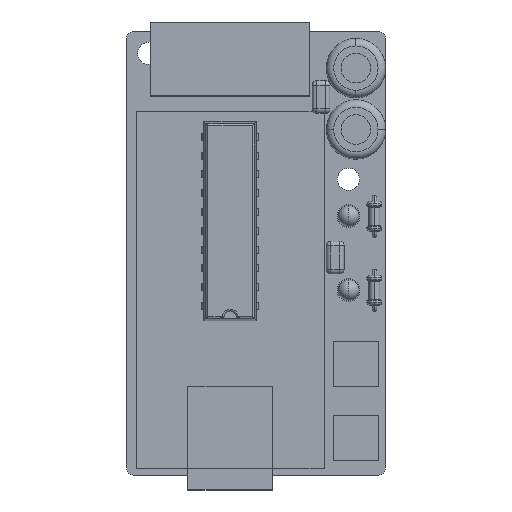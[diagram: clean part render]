
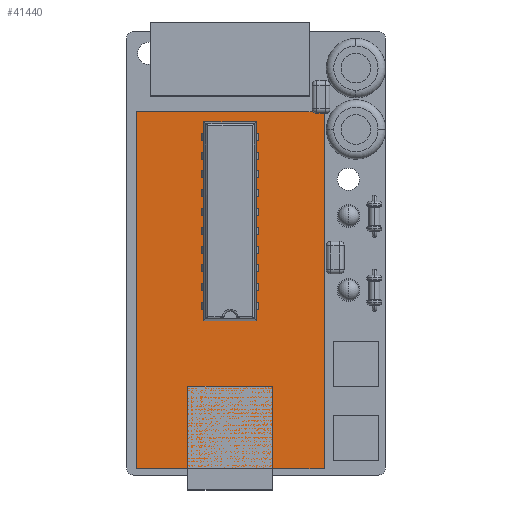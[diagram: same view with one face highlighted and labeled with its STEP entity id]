
A CAD part, top view. The second image highlights one B-rep face of the part: STEP entity #41440.
In plain terms, the highlighted planar face has unit normal (0, 0, 1).
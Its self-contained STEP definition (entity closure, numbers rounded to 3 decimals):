
#41126 = VERTEX_POINT('',#41127);
#41127 = CARTESIAN_POINT('',(-12.7,24.13,1.));
#41134 = PLANE('',#41135);
#41135 = AXIS2_PLACEMENT_3D('',#41136,#41137,#41138);
#41136 = CARTESIAN_POINT('',(-12.7,24.13,0.));
#41137 = DIRECTION('',(0.,1.,0.));
#41138 = DIRECTION('',(1.,0.,0.));
#41146 = PLANE('',#41147);
#41147 = AXIS2_PLACEMENT_3D('',#41148,#41149,#41150);
#41148 = CARTESIAN_POINT('',(-12.7,-24.13,0.));
#41149 = DIRECTION('',(-1.,0.,0.));
#41150 = DIRECTION('',(0.,1.,0.));
#41158 = EDGE_CURVE('',#41126,#41159,#41161,.T.);
#41159 = VERTEX_POINT('',#41160);
#41160 = CARTESIAN_POINT('',(12.7,24.13,1.));
#41161 = SURFACE_CURVE('',#41162,(#41166,#41173),.PCURVE_S1.);
#41162 = LINE('',#41163,#41164);
#41163 = CARTESIAN_POINT('',(-12.7,24.13,1.));
#41164 = VECTOR('',#41165,1.);
#41165 = DIRECTION('',(1.,0.,0.));
#41166 = PCURVE('',#41134,#41167);
#41167 = DEFINITIONAL_REPRESENTATION('',(#41168),#41172);
#41168 = LINE('',#41169,#41170);
#41169 = CARTESIAN_POINT('',(0.,-1.));
#41170 = VECTOR('',#41171,1.);
#41171 = DIRECTION('',(1.,0.));
#41172 = ( GEOMETRIC_REPRESENTATION_CONTEXT(2) 
PARAMETRIC_REPRESENTATION_CONTEXT() REPRESENTATION_CONTEXT('2D SPACE',''
  ) );
#41173 = PCURVE('',#41174,#41179);
#41174 = PLANE('',#41175);
#41175 = AXIS2_PLACEMENT_3D('',#41176,#41177,#41178);
#41176 = CARTESIAN_POINT('',(-12.7,24.13,1.));
#41177 = DIRECTION('',(0.,0.,1.));
#41178 = DIRECTION('',(1.,0.,0.));
#41179 = DEFINITIONAL_REPRESENTATION('',(#41180),#41184);
#41180 = LINE('',#41181,#41182);
#41181 = CARTESIAN_POINT('',(0.,0.));
#41182 = VECTOR('',#41183,1.);
#41183 = DIRECTION('',(1.,0.));
#41184 = ( GEOMETRIC_REPRESENTATION_CONTEXT(2) 
PARAMETRIC_REPRESENTATION_CONTEXT() REPRESENTATION_CONTEXT('2D SPACE',''
  ) );
#41202 = PLANE('',#41203);
#41203 = AXIS2_PLACEMENT_3D('',#41204,#41205,#41206);
#41204 = CARTESIAN_POINT('',(12.7,24.13,0.));
#41205 = DIRECTION('',(1.,0.,0.));
#41206 = DIRECTION('',(0.,-1.,0.));
#41244 = EDGE_CURVE('',#41159,#41245,#41247,.T.);
#41245 = VERTEX_POINT('',#41246);
#41246 = CARTESIAN_POINT('',(12.7,-24.13,1.));
#41247 = SURFACE_CURVE('',#41248,(#41252,#41259),.PCURVE_S1.);
#41248 = LINE('',#41249,#41250);
#41249 = CARTESIAN_POINT('',(12.7,24.13,1.));
#41250 = VECTOR('',#41251,1.);
#41251 = DIRECTION('',(0.,-1.,0.));
#41252 = PCURVE('',#41202,#41253);
#41253 = DEFINITIONAL_REPRESENTATION('',(#41254),#41258);
#41254 = LINE('',#41255,#41256);
#41255 = CARTESIAN_POINT('',(0.,-1.));
#41256 = VECTOR('',#41257,1.);
#41257 = DIRECTION('',(1.,0.));
#41258 = ( GEOMETRIC_REPRESENTATION_CONTEXT(2) 
PARAMETRIC_REPRESENTATION_CONTEXT() REPRESENTATION_CONTEXT('2D SPACE',''
  ) );
#41259 = PCURVE('',#41174,#41260);
#41260 = DEFINITIONAL_REPRESENTATION('',(#41261),#41265);
#41261 = LINE('',#41262,#41263);
#41262 = CARTESIAN_POINT('',(25.4,0.));
#41263 = VECTOR('',#41264,1.);
#41264 = DIRECTION('',(0.,-1.));
#41265 = ( GEOMETRIC_REPRESENTATION_CONTEXT(2) 
PARAMETRIC_REPRESENTATION_CONTEXT() REPRESENTATION_CONTEXT('2D SPACE',''
  ) );
#41283 = PLANE('',#41284);
#41284 = AXIS2_PLACEMENT_3D('',#41285,#41286,#41287);
#41285 = CARTESIAN_POINT('',(12.7,-24.13,0.));
#41286 = DIRECTION('',(0.,-1.,0.));
#41287 = DIRECTION('',(-1.,0.,0.));
#41320 = EDGE_CURVE('',#41245,#41321,#41323,.T.);
#41321 = VERTEX_POINT('',#41322);
#41322 = CARTESIAN_POINT('',(-12.7,-24.13,1.));
#41323 = SURFACE_CURVE('',#41324,(#41328,#41335),.PCURVE_S1.);
#41324 = LINE('',#41325,#41326);
#41325 = CARTESIAN_POINT('',(12.7,-24.13,1.));
#41326 = VECTOR('',#41327,1.);
#41327 = DIRECTION('',(-1.,0.,0.));
#41328 = PCURVE('',#41283,#41329);
#41329 = DEFINITIONAL_REPRESENTATION('',(#41330),#41334);
#41330 = LINE('',#41331,#41332);
#41331 = CARTESIAN_POINT('',(0.,-1.));
#41332 = VECTOR('',#41333,1.);
#41333 = DIRECTION('',(1.,0.));
#41334 = ( GEOMETRIC_REPRESENTATION_CONTEXT(2) 
PARAMETRIC_REPRESENTATION_CONTEXT() REPRESENTATION_CONTEXT('2D SPACE',''
  ) );
#41335 = PCURVE('',#41174,#41336);
#41336 = DEFINITIONAL_REPRESENTATION('',(#41337),#41341);
#41337 = LINE('',#41338,#41339);
#41338 = CARTESIAN_POINT('',(25.4,-48.26));
#41339 = VECTOR('',#41340,1.);
#41340 = DIRECTION('',(-1.,0.));
#41341 = ( GEOMETRIC_REPRESENTATION_CONTEXT(2) 
PARAMETRIC_REPRESENTATION_CONTEXT() REPRESENTATION_CONTEXT('2D SPACE',''
  ) );
#41391 = EDGE_CURVE('',#41321,#41126,#41392,.T.);
#41392 = SURFACE_CURVE('',#41393,(#41397,#41404),.PCURVE_S1.);
#41393 = LINE('',#41394,#41395);
#41394 = CARTESIAN_POINT('',(-12.7,-24.13,1.));
#41395 = VECTOR('',#41396,1.);
#41396 = DIRECTION('',(0.,1.,0.));
#41397 = PCURVE('',#41146,#41398);
#41398 = DEFINITIONAL_REPRESENTATION('',(#41399),#41403);
#41399 = LINE('',#41400,#41401);
#41400 = CARTESIAN_POINT('',(0.,-1.));
#41401 = VECTOR('',#41402,1.);
#41402 = DIRECTION('',(1.,0.));
#41403 = ( GEOMETRIC_REPRESENTATION_CONTEXT(2) 
PARAMETRIC_REPRESENTATION_CONTEXT() REPRESENTATION_CONTEXT('2D SPACE',''
  ) );
#41404 = PCURVE('',#41174,#41405);
#41405 = DEFINITIONAL_REPRESENTATION('',(#41406),#41410);
#41406 = LINE('',#41407,#41408);
#41407 = CARTESIAN_POINT('',(0.,-48.26));
#41408 = VECTOR('',#41409,1.);
#41409 = DIRECTION('',(0.,1.));
#41410 = ( GEOMETRIC_REPRESENTATION_CONTEXT(2) 
PARAMETRIC_REPRESENTATION_CONTEXT() REPRESENTATION_CONTEXT('2D SPACE',''
  ) );
#41440 = ADVANCED_FACE('',(#41441),#41174,.T.);
#41441 = FACE_BOUND('',#41442,.F.);
#41442 = EDGE_LOOP('',(#41443,#41444,#41445,#41446));
#41443 = ORIENTED_EDGE('',*,*,#41158,.T.);
#41444 = ORIENTED_EDGE('',*,*,#41244,.T.);
#41445 = ORIENTED_EDGE('',*,*,#41320,.T.);
#41446 = ORIENTED_EDGE('',*,*,#41391,.T.);
